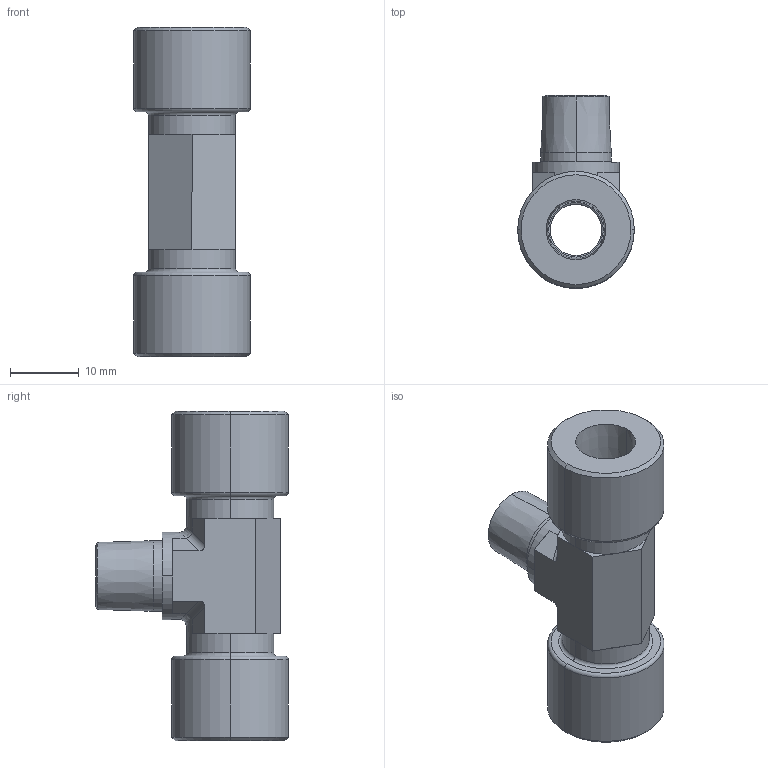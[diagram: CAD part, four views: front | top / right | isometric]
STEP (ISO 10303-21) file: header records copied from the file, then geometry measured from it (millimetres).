
FILE_DESCRIPTION(('STEP AP203'),'1');
FILE_NAME('ibt-2n.stp','2022-12-18T17:47:43',('TraceParts'),('TraceParts S.A.'),'Spatial InterOp 3D',' ',' ');
FILE_SCHEMA(('CONFIG_CONTROL_DESIGN'));
Length unit declared in the file: millimetre
Products named in the file (1): 1
Bounding box: 17 x 28.1 x 48 mm (x, y, z)
Volume: 7454.7 mm3; surface area: 4687.4 mm2
Topology: 1 solids, 1 shells, 88 faces, 195 edges, 114 vertices
Faces by surface type: plane 34, cylinder 28, cone 16, torus 8, bspline 2
Entity records: 2547 total; most frequent: CARTESIAN_POINT 490, DIRECTION 465, ORIENTED_EDGE 390, EDGE_CURVE 195, AXIS2_PLACEMENT_3D 185, VERTEX_POINT 114, EDGE_LOOP 97, LINE 95
